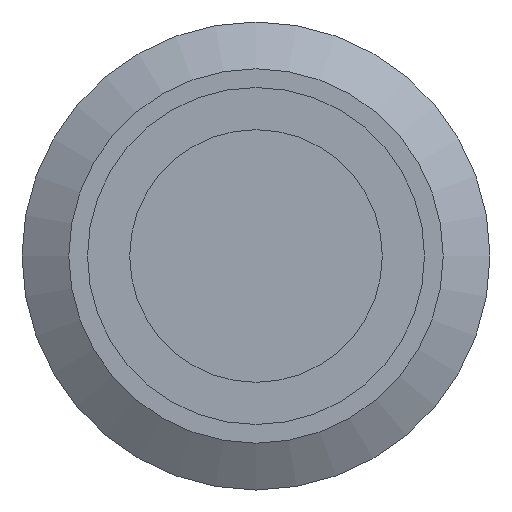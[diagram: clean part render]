
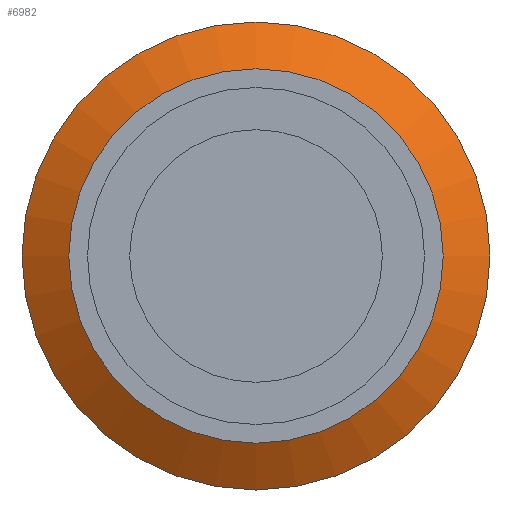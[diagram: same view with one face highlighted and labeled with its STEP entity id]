
A CAD part, left-side view. The second image highlights one B-rep face of the part: STEP entity #6982.
In plain terms, the highlighted conical face has half-angle 59.036 degrees and reference radius 25.4 mm.
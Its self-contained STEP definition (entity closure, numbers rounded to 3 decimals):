
#6955=CARTESIAN_POINT('',(7.24,0.0,0.0));
#6956=DIRECTION('',(1.0,0.0,0.0));
#6957=DIRECTION('',(0.0,0.0,1.0));
#6958=AXIS2_PLACEMENT_3D('',#6955,#6956,#6957);
#6959=CONICAL_SURFACE('',#6958,25.4,59.036);
#6960=CARTESIAN_POINT('',(-0.5,12.5,0.));
#6961=VERTEX_POINT('',#6960);
#6962=CARTESIAN_POINT('',(-0.5,0.0,0.0));
#6963=DIRECTION('',(1.0,0.0,0.0));
#6964=DIRECTION('',(0.0,-1.0,0.0));
#6965=AXIS2_PLACEMENT_3D('',#6962,#6963,#6964);
#6966=CIRCLE('',#6965,12.5);
#6967=EDGE_CURVE('',#6961,#6961,#6966,.T.);
#6968=ORIENTED_EDGE('',*,*,#6967,.F.);
#6969=EDGE_LOOP('',(#6968));
#6970=FACE_OUTER_BOUND('',#6969,.T.);
#6971=CARTESIAN_POINT('',(-2.,0.0,10.));
#6972=VERTEX_POINT('',#6971);
#6973=CARTESIAN_POINT('',(-2.,0.0,0.0));
#6974=DIRECTION('',(-1.0,0.0,0.0));
#6975=DIRECTION('',(0.0,0.0,1.0));
#6976=AXIS2_PLACEMENT_3D('',#6973,#6974,#6975);
#6977=CIRCLE('',#6976,10.);
#6978=EDGE_CURVE('',#6972,#6972,#6977,.T.);
#6979=ORIENTED_EDGE('',*,*,#6978,.F.);
#6980=EDGE_LOOP('',(#6979));
#6981=FACE_BOUND('',#6980,.T.);
#6982=ADVANCED_FACE('',(#6970,#6981),#6959,.T.);
